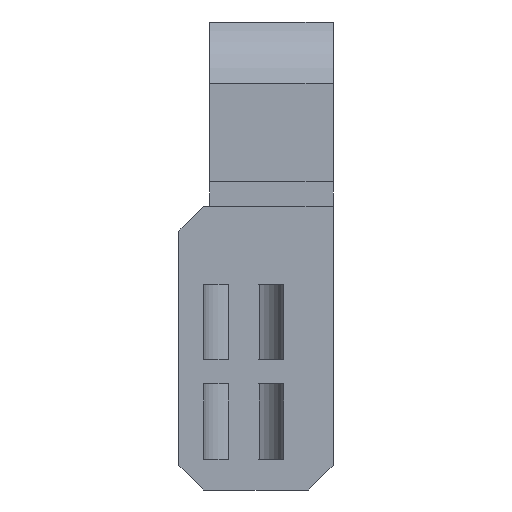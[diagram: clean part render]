
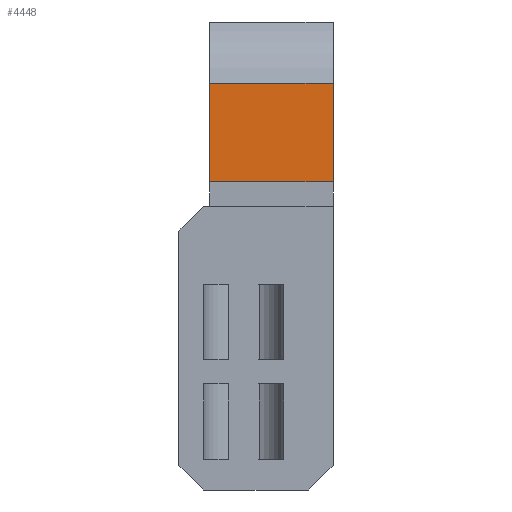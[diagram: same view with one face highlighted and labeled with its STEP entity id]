
A CAD part, left-side view. The second image highlights one B-rep face of the part: STEP entity #4448.
In plain terms, the highlighted planar face has unit normal (-1, 0, 0).
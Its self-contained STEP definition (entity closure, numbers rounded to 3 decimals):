
#1233 = PLANE('',#1234);
#1234 = AXIS2_PLACEMENT_3D('',#1235,#1236,#1237);
#1235 = CARTESIAN_POINT('',(0.,-18.347,-8.));
#1236 = DIRECTION('',(0.,0.,1.));
#1237 = DIRECTION('',(1.,0.,0.));
#2540 = PLANE('',#2541);
#2541 = AXIS2_PLACEMENT_3D('',#2542,#2543,#2544);
#2542 = CARTESIAN_POINT('',(-27.5,-13.5,0.));
#2543 = DIRECTION('',(0.,-1.,0.));
#2544 = DIRECTION('',(1.,0.,0.));
#2571 = PLANE('',#2572);
#2572 = AXIS2_PLACEMENT_3D('',#2573,#2574,#2575);
#2573 = CARTESIAN_POINT('',(27.5,-23.5,0.));
#2574 = DIRECTION('',(0.,1.,0.));
#2575 = DIRECTION('',(-1.,0.,0.));
#2610 = VERTEX_POINT('',#2611);
#2611 = CARTESIAN_POINT('',(-27.5,-13.5,-8.));
#2632 = EDGE_CURVE('',#2633,#2610,#2635,.T.);
#2633 = VERTEX_POINT('',#2634);
#2634 = CARTESIAN_POINT('',(-27.5,-23.5,-8.));
#2635 = SURFACE_CURVE('',#2636,(#2640,#2647),.PCURVE_S1.);
#2636 = LINE('',#2637,#2638);
#2637 = CARTESIAN_POINT('',(-27.5,-23.5,-8.));
#2638 = VECTOR('',#2639,1.);
#2639 = DIRECTION('',(0.,1.,0.));
#2640 = PCURVE('',#1233,#2641);
#2641 = DEFINITIONAL_REPRESENTATION('',(#2642),#2646);
#2642 = LINE('',#2643,#2644);
#2643 = CARTESIAN_POINT('',(-27.5,-5.153));
#2644 = VECTOR('',#2645,1.);
#2645 = DIRECTION('',(0.,1.));
#2646 = ( GEOMETRIC_REPRESENTATION_CONTEXT(2) 
PARAMETRIC_REPRESENTATION_CONTEXT() REPRESENTATION_CONTEXT('2D SPACE',''
  ) );
#2647 = PCURVE('',#2648,#2653);
#2648 = PLANE('',#2649);
#2649 = AXIS2_PLACEMENT_3D('',#2650,#2651,#2652);
#2650 = CARTESIAN_POINT('',(-27.5,-23.5,0.));
#2651 = DIRECTION('',(1.,0.,0.));
#2652 = DIRECTION('',(0.,1.,0.));
#2653 = DEFINITIONAL_REPRESENTATION('',(#2654),#2658);
#2654 = LINE('',#2655,#2656);
#2655 = CARTESIAN_POINT('',(0.,-8.));
#2656 = VECTOR('',#2657,1.);
#2657 = DIRECTION('',(1.,0.));
#2658 = ( GEOMETRIC_REPRESENTATION_CONTEXT(2) 
PARAMETRIC_REPRESENTATION_CONTEXT() REPRESENTATION_CONTEXT('2D SPACE',''
  ) );
#3357 = EDGE_CURVE('',#3358,#2610,#3360,.T.);
#3358 = VERTEX_POINT('',#3359);
#3359 = CARTESIAN_POINT('',(-27.5,-13.5,0.));
#3360 = SURFACE_CURVE('',#3361,(#3365,#3372),.PCURVE_S1.);
#3361 = LINE('',#3362,#3363);
#3362 = CARTESIAN_POINT('',(-27.5,-13.5,0.));
#3363 = VECTOR('',#3364,1.);
#3364 = DIRECTION('',(-0.,-0.,-1.));
#3365 = PCURVE('',#2540,#3366);
#3366 = DEFINITIONAL_REPRESENTATION('',(#3367),#3371);
#3367 = LINE('',#3368,#3369);
#3368 = CARTESIAN_POINT('',(0.,0.));
#3369 = VECTOR('',#3370,1.);
#3370 = DIRECTION('',(0.,-1.));
#3371 = ( GEOMETRIC_REPRESENTATION_CONTEXT(2) 
PARAMETRIC_REPRESENTATION_CONTEXT() REPRESENTATION_CONTEXT('2D SPACE',''
  ) );
#3372 = PCURVE('',#2648,#3373);
#3373 = DEFINITIONAL_REPRESENTATION('',(#3374),#3378);
#3374 = LINE('',#3375,#3376);
#3375 = CARTESIAN_POINT('',(10.,0.));
#3376 = VECTOR('',#3377,1.);
#3377 = DIRECTION('',(0.,-1.));
#3378 = ( GEOMETRIC_REPRESENTATION_CONTEXT(2) 
PARAMETRIC_REPRESENTATION_CONTEXT() REPRESENTATION_CONTEXT('2D SPACE',''
  ) );
#3554 = PLANE('',#3555);
#3555 = AXIS2_PLACEMENT_3D('',#3556,#3557,#3558);
#3556 = CARTESIAN_POINT('',(0.,-18.347,0.));
#3557 = DIRECTION('',(0.,0.,1.));
#3558 = DIRECTION('',(1.,0.,0.));
#3634 = EDGE_CURVE('',#3635,#2633,#3637,.T.);
#3635 = VERTEX_POINT('',#3636);
#3636 = CARTESIAN_POINT('',(-27.5,-23.5,0.));
#3637 = SURFACE_CURVE('',#3638,(#3642,#3649),.PCURVE_S1.);
#3638 = LINE('',#3639,#3640);
#3639 = CARTESIAN_POINT('',(-27.5,-23.5,0.));
#3640 = VECTOR('',#3641,1.);
#3641 = DIRECTION('',(-0.,-0.,-1.));
#3642 = PCURVE('',#2571,#3643);
#3643 = DEFINITIONAL_REPRESENTATION('',(#3644),#3648);
#3644 = LINE('',#3645,#3646);
#3645 = CARTESIAN_POINT('',(55.,0.));
#3646 = VECTOR('',#3647,1.);
#3647 = DIRECTION('',(0.,-1.));
#3648 = ( GEOMETRIC_REPRESENTATION_CONTEXT(2) 
PARAMETRIC_REPRESENTATION_CONTEXT() REPRESENTATION_CONTEXT('2D SPACE',''
  ) );
#3649 = PCURVE('',#2648,#3650);
#3650 = DEFINITIONAL_REPRESENTATION('',(#3651),#3655);
#3651 = LINE('',#3652,#3653);
#3652 = CARTESIAN_POINT('',(0.,0.));
#3653 = VECTOR('',#3654,1.);
#3654 = DIRECTION('',(0.,-1.));
#3655 = ( GEOMETRIC_REPRESENTATION_CONTEXT(2) 
PARAMETRIC_REPRESENTATION_CONTEXT() REPRESENTATION_CONTEXT('2D SPACE',''
  ) );
#4448 = ADVANCED_FACE('',(#4449),#2648,.F.);
#4449 = FACE_BOUND('',#4450,.F.);
#4450 = EDGE_LOOP('',(#4451,#4452,#4453,#4454));
#4451 = ORIENTED_EDGE('',*,*,#3634,.T.);
#4452 = ORIENTED_EDGE('',*,*,#2632,.T.);
#4453 = ORIENTED_EDGE('',*,*,#3357,.F.);
#4454 = ORIENTED_EDGE('',*,*,#4455,.F.);
#4455 = EDGE_CURVE('',#3635,#3358,#4456,.T.);
#4456 = SURFACE_CURVE('',#4457,(#4461,#4468),.PCURVE_S1.);
#4457 = LINE('',#4458,#4459);
#4458 = CARTESIAN_POINT('',(-27.5,-23.5,0.));
#4459 = VECTOR('',#4460,1.);
#4460 = DIRECTION('',(0.,1.,0.));
#4461 = PCURVE('',#2648,#4462);
#4462 = DEFINITIONAL_REPRESENTATION('',(#4463),#4467);
#4463 = LINE('',#4464,#4465);
#4464 = CARTESIAN_POINT('',(0.,0.));
#4465 = VECTOR('',#4466,1.);
#4466 = DIRECTION('',(1.,0.));
#4467 = ( GEOMETRIC_REPRESENTATION_CONTEXT(2) 
PARAMETRIC_REPRESENTATION_CONTEXT() REPRESENTATION_CONTEXT('2D SPACE',''
  ) );
#4468 = PCURVE('',#3554,#4469);
#4469 = DEFINITIONAL_REPRESENTATION('',(#4470),#4474);
#4470 = LINE('',#4471,#4472);
#4471 = CARTESIAN_POINT('',(-27.5,-5.153));
#4472 = VECTOR('',#4473,1.);
#4473 = DIRECTION('',(0.,1.));
#4474 = ( GEOMETRIC_REPRESENTATION_CONTEXT(2) 
PARAMETRIC_REPRESENTATION_CONTEXT() REPRESENTATION_CONTEXT('2D SPACE',''
  ) );
